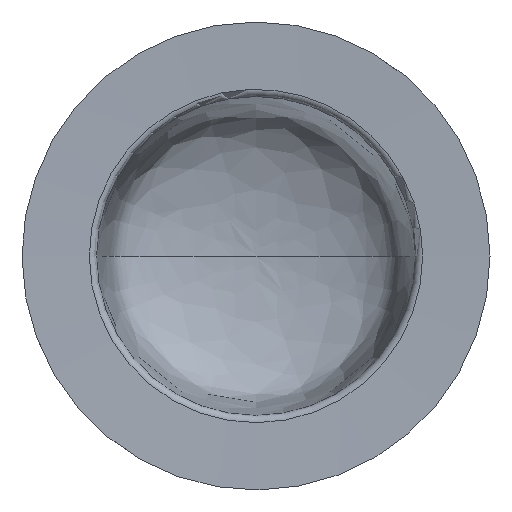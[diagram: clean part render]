
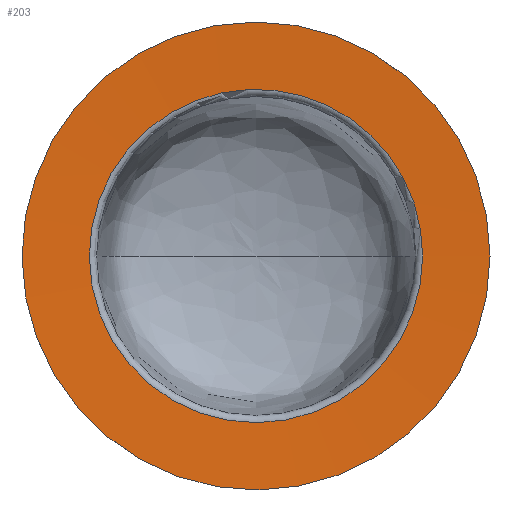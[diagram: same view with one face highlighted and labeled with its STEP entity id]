
A CAD part, front view. The second image highlights one B-rep face of the part: STEP entity #203.
In plain terms, the highlighted conical face has half-angle 88 degrees and reference radius 43 mm.
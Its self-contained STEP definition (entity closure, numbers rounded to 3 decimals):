
#56=FACE_BOUND('',#102,.T.);
#62=CONICAL_SURFACE('',#244,43.,1.536);
#82=FACE_OUTER_BOUND('',#101,.T.);
#101=EDGE_LOOP('',(#178));
#102=EDGE_LOOP('',(#179));
#112=CIRCLE('',#235,63.);
#117=CIRCLE('',#245,44.872);
#125=VERTEX_POINT('',#780);
#131=VERTEX_POINT('',#856);
#141=EDGE_CURVE('',#125,#125,#112,.T.);
#148=EDGE_CURVE('',#131,#131,#117,.T.);
#178=ORIENTED_EDGE('',*,*,#141,.T.);
#179=ORIENTED_EDGE('',*,*,#148,.T.);
#203=ADVANCED_FACE('',(#82,#56),#62,.F.);
#235=AXIS2_PLACEMENT_3D('',#781,#290,#291);
#244=AXIS2_PLACEMENT_3D('',#855,#308,#309);
#245=AXIS2_PLACEMENT_3D('',#857,#310,#311);
#290=DIRECTION('center_axis',(0.,-1.,0.));
#291=DIRECTION('ref_axis',(-0.813,0.,-0.582));
#308=DIRECTION('center_axis',(0.,-1.,0.));
#309=DIRECTION('ref_axis',(1.,0.,0.));
#310=DIRECTION('center_axis',(0.,1.,0.));
#311=DIRECTION('ref_axis',(1.,0.,0.));
#780=CARTESIAN_POINT('',(63.,-40.698,0.));
#781=CARTESIAN_POINT('Origin',(0.,-40.698,0.));
#855=CARTESIAN_POINT('Origin',(0.,-40.,0.));
#856=CARTESIAN_POINT('',(-22.8,-40.065,38.647));
#857=CARTESIAN_POINT('Origin',(0.,-40.065,0.));
